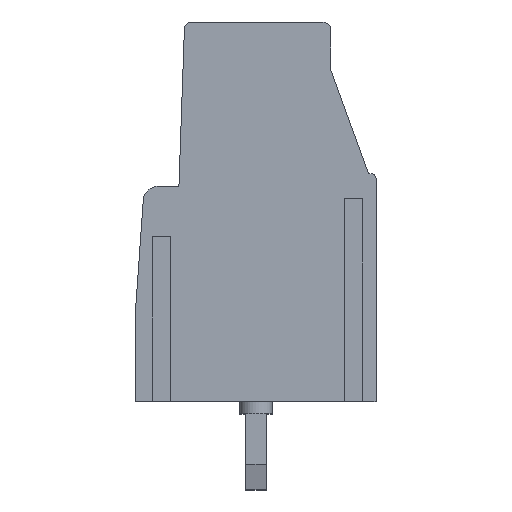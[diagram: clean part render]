
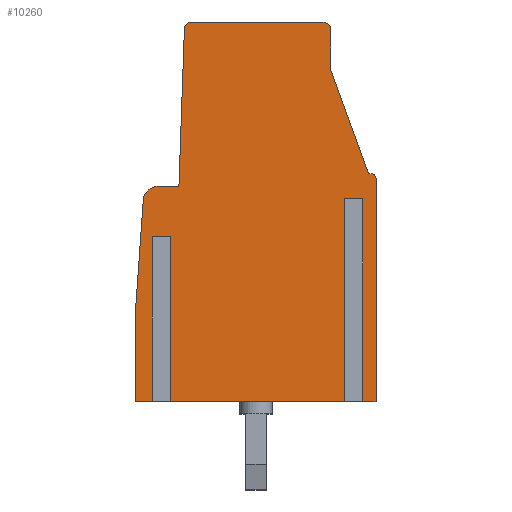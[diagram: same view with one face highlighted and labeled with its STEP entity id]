
A CAD part, top view. The second image highlights one B-rep face of the part: STEP entity #10260.
In plain terms, the highlighted face is planar.
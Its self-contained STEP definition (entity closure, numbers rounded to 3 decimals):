
#2810=CARTESIAN_POINT('',(-35.373,34.481
   ,-7.5));
#2820=DIRECTION('',(0.035,-0.999,
   0.));
#2830=VECTOR('',#2820,1.);
#2840=LINE('',#2810,#2830);
#2850=CARTESIAN_POINT('',(-35.373,34.481
   ,-7.5));
#2860=VERTEX_POINT('',#2850);
#2870=CARTESIAN_POINT('',(-35.156,28.27
   ,-7.5));
#2880=VERTEX_POINT('',#2870);
#2890=EDGE_CURVE('',#2860,#2880,#2840,.T.);
#3280=CARTESIAN_POINT('',(-41.156,32.891
   ,-7.5));
#3290=DIRECTION('',(-0.342,-0.94,
   0.));
#3300=VECTOR('',#3290,1.);
#3310=LINE('',#3280,#3300);
#3320=CARTESIAN_POINT('',(-41.156,32.891
   ,-7.5));
#3330=VERTEX_POINT('',#3320);
#3340=CARTESIAN_POINT('',(-42.656,28.77
   ,-7.5));
#3350=VERTEX_POINT('',#3340);
#3360=EDGE_CURVE('',#3330,#3350,#3310,.T.);
#5460=CARTESIAN_POINT('',(-41.874,27.77
   ,-7.5));
#5470=VERTEX_POINT('',#5460);
#5500=CARTESIAN_POINT('',(0.,27.77,
   -7.5));
#5510=DIRECTION('',(1.,0.,
   0.));
#5520=VECTOR('',#5510,1.);
#5530=LINE('',#5500,#5520);
#5540=CARTESIAN_POINT('',(-42.288,27.77
   ,-7.5));
#5550=VERTEX_POINT('',#5540);
#5560=EDGE_CURVE('',#5550,#5470,#5530,.T.);
#7270=CARTESIAN_POINT('',(-35.156,28.27
   ,-7.5));
#7280=DIRECTION('',(1.,0.,
   0.));
#7290=VECTOR('',#7280,1.);
#7300=LINE('',#7270,#7290);
#7310=CARTESIAN_POINT('',(-34.343,28.27
   ,-7.5));
#7320=VERTEX_POINT('',#7310);
#7330=EDGE_CURVE('',#2880,#7320,#7300,.T.);
#8810=CARTESIAN_POINT('',(0.,0.,
   -7.5));
#8820=DIRECTION('',(0.,0.,
   1.));
#8830=DIRECTION('',(1.,0.,
   0.));
#8840=AXIS2_PLACEMENT_3D('',#8810,#8820,#8830);
#8850=PLANE('',#8840);
#8860=CARTESIAN_POINT('',(-35.673,34.47
   ,-7.5));
#8870=DIRECTION('',(0.,0.,
   1.));
#8880=DIRECTION('',(1.,0.,
   0.));
#8890=AXIS2_PLACEMENT_3D('',#8860,#8870,#8880);
#8900=CIRCLE('',#8890,0.3);
#8910=CARTESIAN_POINT('',(-35.673,34.77
   ,-7.5));
#8920=VERTEX_POINT('',#8910);
#8930=EDGE_CURVE('',#2860,#8920,#8900,.T.);
#8940=ORIENTED_EDGE('',*,*,#8930,.F.);
#8950=CARTESIAN_POINT('',(-40.856,34.77
   ,-7.5));
#8960=DIRECTION('',(1.,0.,
   0.));
#8970=VECTOR('',#8960,1.);
#8980=LINE('',#8950,#8970);
#8990=CARTESIAN_POINT('',(-40.856,34.77
   ,-7.5));
#9000=VERTEX_POINT('',#8990);
#9010=EDGE_CURVE('',#9000,#8920,#8980,.T.);
#9020=ORIENTED_EDGE('',*,*,#9010,.T.);
#9030=CARTESIAN_POINT('',(-40.856,34.47
   ,-7.5));
#9040=DIRECTION('',(0.,0.,
   1.));
#9050=DIRECTION('',(1.,0.,
   0.));
#9060=AXIS2_PLACEMENT_3D('',#9030,#9040,#9050);
#9070=CIRCLE('',#9060,0.3);
#9080=CARTESIAN_POINT('',(-41.156,34.47
   ,-7.5));
#9090=VERTEX_POINT('',#9080);
#9100=EDGE_CURVE('',#9000,#9090,#9070,.T.);
#9110=ORIENTED_EDGE('',*,*,#9100,.F.);
#9120=CARTESIAN_POINT('',(-41.156,32.891
   ,-7.5));
#9130=DIRECTION('',(0.,1.,
   0.));
#9140=VECTOR('',#9130,1.);
#9150=LINE('',#9120,#9140);
#9160=EDGE_CURVE('',#3330,#9090,#9150,.T.);
#9170=ORIENTED_EDGE('',*,*,#9160,.T.);
#9180=ORIENTED_EDGE('',*,*,#3360,.F.);
#9190=CARTESIAN_POINT('',(-42.756,28.77
   ,-7.5));
#9200=DIRECTION('',(1.,0.,
   0.));
#9210=VECTOR('',#9200,1.);
#9220=LINE('',#9190,#9210);
#9230=CARTESIAN_POINT('',(-42.756,28.77
   ,-7.5));
#9240=VERTEX_POINT('',#9230);
#9250=EDGE_CURVE('',#9240,#3350,#9220,.T.);
#9260=ORIENTED_EDGE('',*,*,#9250,.T.);
#9270=CARTESIAN_POINT('',(-42.756,28.57
   ,-7.5));
#9280=DIRECTION('',(0.,0.,
   1.));
#9290=DIRECTION('',(1.,0.,
   0.));
#9300=AXIS2_PLACEMENT_3D('',#9270,#9280,#9290);
#9310=CIRCLE('',#9300,0.2);
#9320=CARTESIAN_POINT('',(-42.956,28.57
   ,-7.5));
#9330=VERTEX_POINT('',#9320);
#9340=EDGE_CURVE('',#9240,#9330,#9310,.T.);
#9350=ORIENTED_EDGE('',*,*,#9340,.F.);
#9360=CARTESIAN_POINT('',(-42.956,19.77
   ,-7.5));
#9370=DIRECTION('',(0.,1.,
   0.));
#9380=VECTOR('',#9370,1.);
#9390=LINE('',#9360,#9380);
#9400=CARTESIAN_POINT('',(-42.956,19.77
   ,-7.5));
#9410=VERTEX_POINT('',#9400);
#9420=EDGE_CURVE('',#9410,#9330,#9390,.T.);
#9430=ORIENTED_EDGE('',*,*,#9420,.T.);
#9440=CARTESIAN_POINT('',(-42.956,19.77
   ,-7.5));
#9450=DIRECTION('',(1.,0.,
   0.));
#9460=VECTOR('',#9450,1.);
#9470=LINE('',#9440,#9460);
#9480=CARTESIAN_POINT('',(-42.288,19.77
   ,-7.5));
#9490=VERTEX_POINT('',#9480);
#9500=EDGE_CURVE('',#9410,#9490,#9470,.T.);
#9510=ORIENTED_EDGE('',*,*,#9500,.F.);
#9520=CARTESIAN_POINT('',(-42.288,0.
   ,-7.5));
#9530=DIRECTION('',(0.,-1.,
   0.));
#9540=VECTOR('',#9530,1.);
#9550=LINE('',#9520,#9540);
#9560=EDGE_CURVE('',#5550,#9490,#9550,.T.);
#9570=ORIENTED_EDGE('',*,*,#9560,.T.);
#9580=ORIENTED_EDGE('',*,*,#5560,.F.);
#9590=CARTESIAN_POINT('',(-41.874,0.
   ,-7.5));
#9600=DIRECTION('',(0.,1.,
   0.));
#9610=VECTOR('',#9600,1.);
#9620=LINE('',#9590,#9610);
#9630=CARTESIAN_POINT('',(-41.874,19.77
   ,-7.5));
#9640=VERTEX_POINT('',#9630);
#9650=EDGE_CURVE('',#9640,#5470,#9620,.T.);
#9660=ORIENTED_EDGE('',*,*,#9650,.T.);
#9670=CARTESIAN_POINT('',(-34.663,19.77
   ,-7.5));
#9680=VERTEX_POINT('',#9670);
#9690=EDGE_CURVE('',#9640,#9680,#9470,.T.);
#9700=ORIENTED_EDGE('',*,*,#9690,.F.);
#9710=CARTESIAN_POINT('',(-34.663,0.
   ,-7.5));
#9720=DIRECTION('',(0.,-1.,
   0.));
#9730=VECTOR('',#9720,1.);
#9740=LINE('',#9710,#9730);
#9750=CARTESIAN_POINT('',(-34.663,26.27
   ,-7.5));
#9760=VERTEX_POINT('',#9750);
#9770=EDGE_CURVE('',#9760,#9680,#9740,.T.);
#9780=ORIENTED_EDGE('',*,*,#9770,.T.);
#9790=CARTESIAN_POINT('',(0.,26.27,
   -7.5));
#9800=DIRECTION('',(1.,0.,
   0.));
#9810=VECTOR('',#9800,1.);
#9820=LINE('',#9790,#9810);
#9830=CARTESIAN_POINT('',(-34.249,26.27
   ,-7.5));
#9840=VERTEX_POINT('',#9830);
#9850=EDGE_CURVE('',#9760,#9840,#9820,.T.);
#9860=ORIENTED_EDGE('',*,*,#9850,.F.);
#9870=CARTESIAN_POINT('',(-34.249,0.
   ,-7.5));
#9880=DIRECTION('',(0.,1.,
   0.));
#9890=VECTOR('',#9880,1.);
#9900=LINE('',#9870,#9890);
#9910=CARTESIAN_POINT('',(-34.249,19.77
   ,-7.5));
#9920=VERTEX_POINT('',#9910);
#9930=EDGE_CURVE('',#9920,#9840,#9900,.T.);
#9940=ORIENTED_EDGE('',*,*,#9930,.T.);
#9950=CARTESIAN_POINT('',(-33.456,19.77
   ,-7.5));
#9960=VERTEX_POINT('',#9950);
#9970=EDGE_CURVE('',#9920,#9960,#9470,.T.);
#9980=ORIENTED_EDGE('',*,*,#9970,.F.);
#9990=CARTESIAN_POINT('',(-33.456,23.59
   ,-7.5));
#10000=DIRECTION('',(0.,-1.,
   0.));
#10010=VECTOR('',#10000,1.);
#10020=LINE('',#9990,#10010);
#10030=CARTESIAN_POINT('',(-33.456,
   23.59,-7.5));
#10040=VERTEX_POINT('',#10030);
#10050=EDGE_CURVE('',#10040,#9960,#10020,.T.);
#10060=ORIENTED_EDGE('',*,*,#10050,.T.);
#10070=CARTESIAN_POINT('',(-33.745,
   27.712,-7.5));
#10080=DIRECTION('',(0.07,-0.998,
   0.));
#10090=VECTOR('',#10080,1.);
#10100=LINE('',#10070,#10090);
#10110=CARTESIAN_POINT('',(-33.745,
   27.712,-7.5));
#10120=VERTEX_POINT('',#10110);
#10130=EDGE_CURVE('',#10120,#10040,#10100,.T.);
#10140=ORIENTED_EDGE('',*,*,#10130,.T.);
#10150=CARTESIAN_POINT('',(-34.343,
   27.67,-7.5));
#10160=DIRECTION('',(0.,0.,
   1.));
#10170=DIRECTION('',(1.,0.,
   0.));
#10180=AXIS2_PLACEMENT_3D('',#10150,#10160,#10170);
#10190=CIRCLE('',#10180,0.6);
#10200=EDGE_CURVE('',#10120,#7320,#10190,.T.);
#10210=ORIENTED_EDGE('',*,*,#10200,.F.);
#10220=ORIENTED_EDGE('',*,*,#7330,.T.);
#10230=ORIENTED_EDGE('',*,*,#2890,.T.);
#10240=EDGE_LOOP('',(#10230,#10220,#10210,#10140,#10060,#9980,#9940,
   #9860,#9780,#9700,#9660,#9580,#9570,#9510,#9430,#9350,#9260,#9180,
   #9170,#9110,#9020,#8940));
#10250=FACE_OUTER_BOUND('',#10240,.T.);
#10260=ADVANCED_FACE('',(#10250),#8850,.F.);
